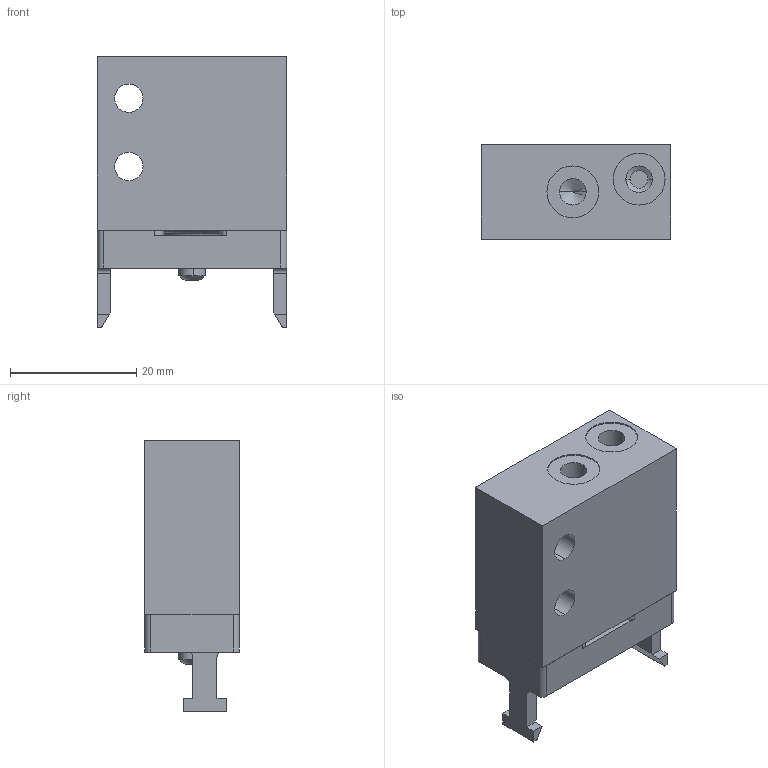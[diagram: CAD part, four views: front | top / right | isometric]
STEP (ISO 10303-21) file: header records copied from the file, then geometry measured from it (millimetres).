
FILE_DESCRIPTION (( 'STEP AP214' ), '1' );
FILE_NAME ('08_046_4.STEP', '2016-01-07T16:36:54', ( '' ), ( '' ), 'SwSTEP 2.0', 'SolidWorks 2016', '' );
FILE_SCHEMA (( 'AUTOMOTIVE_DESIGN' ));
Length unit declared in the file: millimetre
Products named in the file (1): 08_046_4
Bounding box: 30 x 15 x 42.9 mm (x, y, z)
Volume: 13983.4 mm3; surface area: 6567.2 mm2
Topology: 7 solids, 7 shells, 209 faces, 505 edges, 312 vertices
Faces by surface type: plane 102, cylinder 59, cone 38, torus 6, sphere 4
Entity records: 6772 total; most frequent: CARTESIAN_POINT 1151, DIRECTION 1064, ORIENTED_EDGE 980, EDGE_CURVE 490, AXIS2_PLACEMENT_3D 396, VERTEX_POINT 309, LINE 272, VECTOR 272
